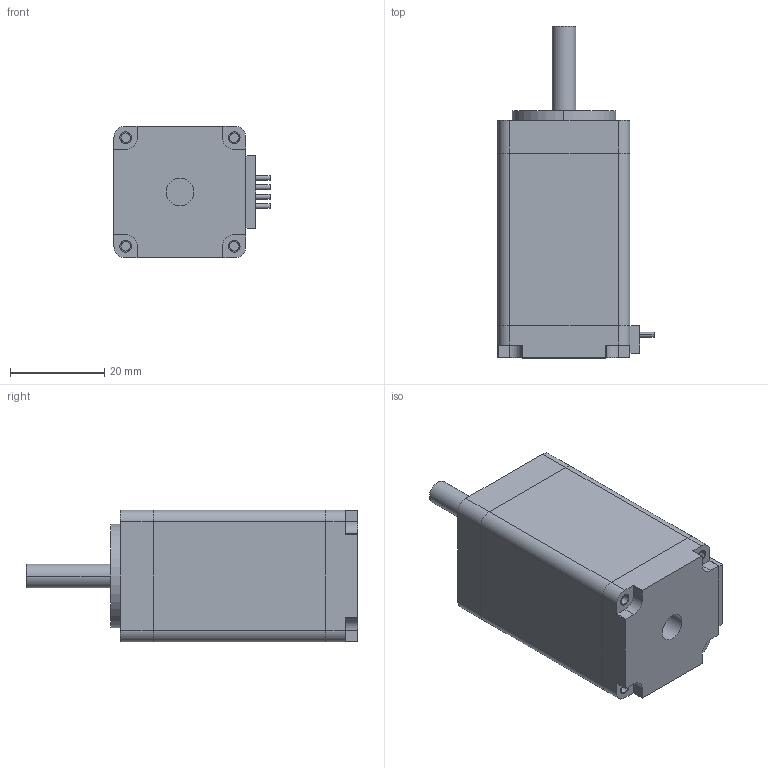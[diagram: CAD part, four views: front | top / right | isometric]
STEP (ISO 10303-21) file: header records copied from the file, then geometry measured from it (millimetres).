
FILE_DESCRIPTION((''),'2;1');
FILE_NAME('MT12HE20007M402_ASM','2016-04-11T',('Matteo Maccalli'),(''),'PRO/ENGINEER BY PARAMETRIC TECHNOLOGY CORPORATION, 2006320','PRO/ENGINEER BY PARAMETRIC TECHNOLOGY CORPORATION, 2006320','');
FILE_SCHEMA(('AUTOMOTIVE_DESIGN_CC2 { 1 2 10303 214 -1 1 5 2 }'));
Length unit declared in the file: millimetre
Products named in the file (5): FRONT_FLANGE_12HE_LATO28; STACK_MT12HE_20; REAR_FLANGE_MT12HE_MSHAFT28; FRONT_SHAFT_MT12HE; MT12HE20007M402_ASM
Assembly tree (4 placements, depth 2):
  MT12HE20007M402_ASM
    FRONT_FLANGE_12HE_LATO28
    STACK_MT12HE_20
    REAR_FLANGE_MT12HE_MSHAFT28
    FRONT_SHAFT_MT12HE
Bounding box: 33.1 x 70.4 x 28 mm (x, y, z)
Volume: 39933.6 mm3; surface area: 11653.2 mm2
Topology: 4 solids, 12 shells, 129 faces, 332 edges, 226 vertices
Faces by surface type: cylinder 76, plane 51, cone 2
Entity records: 5568 total; most frequent: DIRECTION 786, CARTESIAN_POINT 700, ORIENTED_EDGE 632, PRESENTATION_STYLE_ASSIGNMENT 369, STYLED_ITEM 344, CURVE_STYLE 332, EDGE_CURVE 332, AXIS2_PLACEMENT_3D 312
